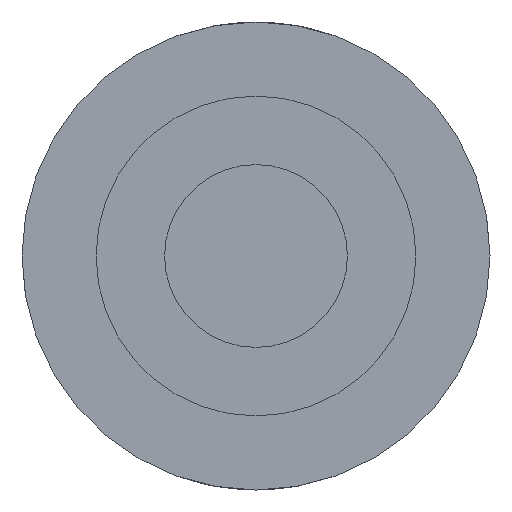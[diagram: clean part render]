
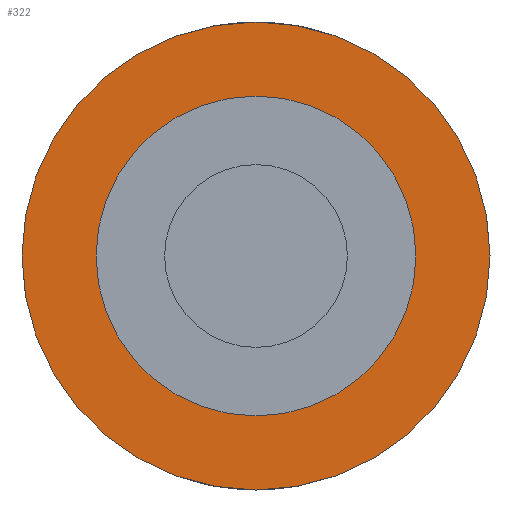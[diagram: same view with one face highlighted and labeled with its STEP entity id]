
A CAD part, front view. The second image highlights one B-rep face of the part: STEP entity #322.
In plain terms, the highlighted planar face has unit normal (0, -1, 0).
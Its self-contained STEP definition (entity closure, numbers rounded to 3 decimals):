
#243=CARTESIAN_POINT('POINT13',(4.064,10.319,
   0.));
#244=VERTEX_POINT('VERTEX13',#243);
#245=CARTESIAN_POINT('POINT14',(-4.064,10.319,
   0.));
#246=VERTEX_POINT('VERTEX14',#245);
#247=CARTESIAN_POINT('POS22',(0.,10.319,
   0.));
#248=DIRECTION('DIR39',(0.,1.,
   0.));
#249=DIRECTION('DIR40',(1.,0.,
   0.));
#250=AXIS2_PLACEMENT_3D('AXIS18',#247,#248,#249);
#251=CIRCLE('ELLIPSE11',#250,4.064);
#252=EDGE_CURVE('EDGE19',#244,#246,#251,.T.);
#277=CARTESIAN_POINT('POS26',(0.,10.319,
   0.));
#278=DIRECTION('DIR45',(0.,-1.,
   0.));
#279=DIRECTION('DIR46',(1.,0.,
   0.));
#280=AXIS2_PLACEMENT_3D('AXIS20',#277,#278,#279);
#281=CIRCLE('ELLIPSE12',#280,4.064);
#282=EDGE_CURVE('EDGE22',#244,#246,#281,.T.);
#293=CARTESIAN_POINT('POINT15',(2.778,10.319,
   0.));
#294=VERTEX_POINT('VERTEX15',#293);
#295=CARTESIAN_POINT('POINT16',(-2.778,10.319,0.));
#296=VERTEX_POINT('VERTEX16',#295);
#297=CARTESIAN_POINT('POS28',(0.,10.319,
   0.));
#298=DIRECTION('DIR49',(0.,1.,0.));
#299=DIRECTION('DIR50',(1.,0.,0.));
#300=AXIS2_PLACEMENT_3D('AXIS22',#297,#298,#299);
#301=CIRCLE('ELLIPSE13',#300,2.778);
#302=EDGE_CURVE('EDGE23',#294,#296,#301,.T.);
#303=ORIENTED_EDGE('COEDGE43',*,*,#302,.T.);
#304=CARTESIAN_POINT('POS29',(0.,10.319,
   0.));
#305=DIRECTION('DIR51',(0.,-1.,0.));
#306=DIRECTION('DIR52',(1.,0.,0.));
#307=AXIS2_PLACEMENT_3D('AXIS23',#304,#305,#306);
#308=CIRCLE('ELLIPSE14',#307,2.778);
#309=EDGE_CURVE('EDGE24',#294,#296,#308,.T.);
#310=ORIENTED_EDGE('COEDGE44',*,*,#309,.F.);
#311=EDGE_LOOP('NONE',(#303,#310));
#312=FACE_BOUND('LOOP1',#311,.T.);
#313=ORIENTED_EDGE('COEDGE45',*,*,#282,.T.);
#314=ORIENTED_EDGE('COEDGE46',*,*,#252,.F.);
#315=EDGE_LOOP('NONE',(#313,#314));
#316=FACE_BOUND('LOOP1',#315,.T.);
#317=CARTESIAN_POINT('POS30',(0.,10.319,0.));
#318=DIRECTION('DIR53',(0.,-1.,0.));
#319=DIRECTION('DIR54',(1.,0.,0.));
#320=AXIS2_PLACEMENT_3D('AXIS24',#317,#318,#319);
#321=PLANE('PLANE6',#320);
#322=ADVANCED_FACE('FACE10',(#312,#316),#321,.T.);
